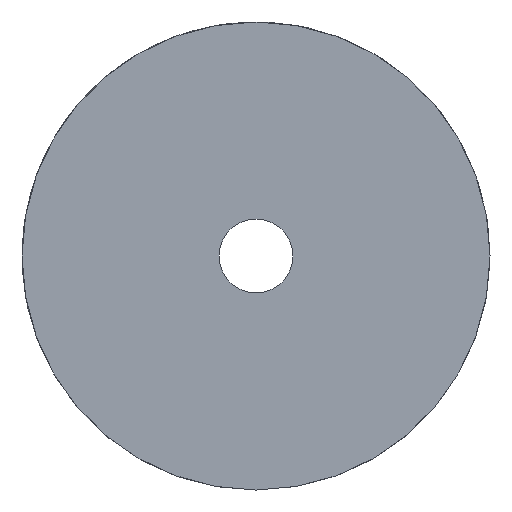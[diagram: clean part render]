
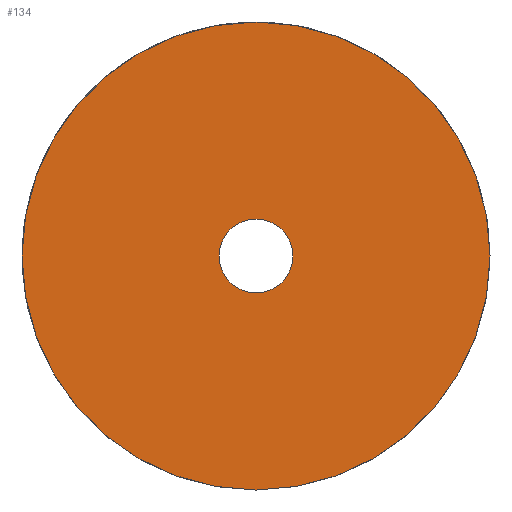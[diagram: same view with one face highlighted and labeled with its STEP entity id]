
A CAD part, left-side view. The second image highlights one B-rep face of the part: STEP entity #134.
In plain terms, the highlighted planar face has unit normal (-1, 0, 0).
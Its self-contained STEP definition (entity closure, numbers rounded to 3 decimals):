
#134 = ADVANCED_FACE( '', ( #347, #348 ), #349, .F. );
#347 = FACE_OUTER_BOUND( '', #646, .T. );
#348 = FACE_BOUND( '', #647, .T. );
#349 = PLANE( '', #648 );
#646 = EDGE_LOOP( '', ( #973 ) );
#647 = EDGE_LOOP( '', ( #974 ) );
#648 = AXIS2_PLACEMENT_3D( '', #975, #976, #977 );
#973 = ORIENTED_EDGE( '', *, *, #1678, .F. );
#974 = ORIENTED_EDGE( '', *, *, #1679, .T. );
#975 = CARTESIAN_POINT( '', ( 0., 0., 0. ) );
#976 = DIRECTION( '', ( 1., 0., 0. ) );
#977 = DIRECTION( '', ( 0., 0., -1. ) );
#1678 = EDGE_CURVE( '', #1973, #1973, #1974, .T. );
#1679 = EDGE_CURVE( '', #1975, #1975, #1976, .T. );
#1973 = VERTEX_POINT( '', #2346 );
#1974 = CIRCLE( '', #2347, 19. );
#1975 = VERTEX_POINT( '', #2348 );
#1976 = CIRCLE( '', #2349, 3. );
#2346 = CARTESIAN_POINT( '', ( 0., 0., -19. ) );
#2347 = AXIS2_PLACEMENT_3D( '', #2742, #2743, #2744 );
#2348 = CARTESIAN_POINT( '', ( 0., 0., -3. ) );
#2349 = AXIS2_PLACEMENT_3D( '', #2745, #2746, #2747 );
#2742 = CARTESIAN_POINT( '', ( 0., 0., 0. ) );
#2743 = DIRECTION( '', ( 1., 0., 0. ) );
#2744 = DIRECTION( '', ( 0., 0., -1. ) );
#2745 = CARTESIAN_POINT( '', ( 0., 0., 0. ) );
#2746 = DIRECTION( '', ( 1., 0., 0. ) );
#2747 = DIRECTION( '', ( 0., 0., -1. ) );
